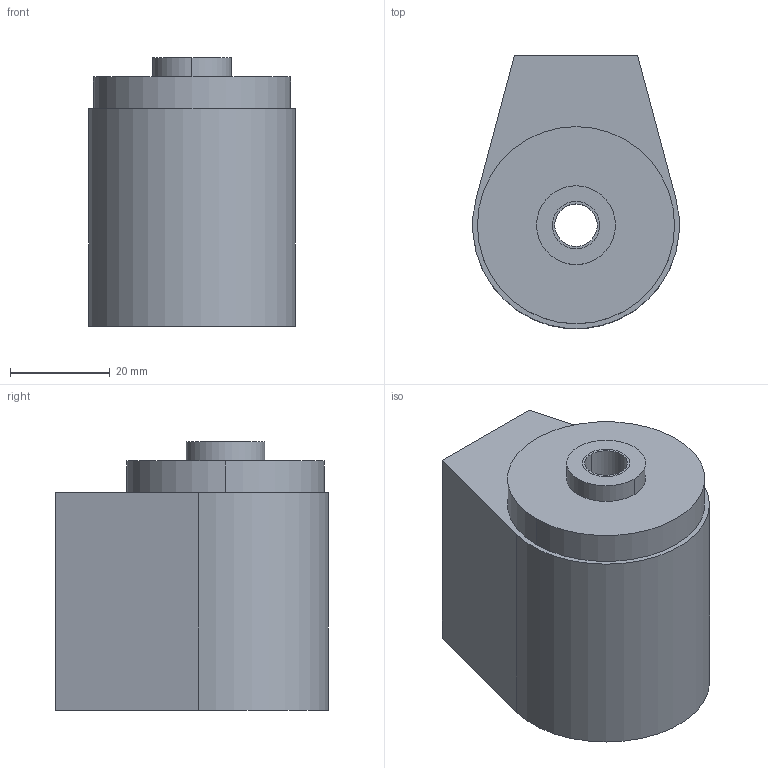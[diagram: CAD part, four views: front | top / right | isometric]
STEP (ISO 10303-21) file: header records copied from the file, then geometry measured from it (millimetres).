
FILE_DESCRIPTION((''),'2;1');
FILE_NAME('ILCM42022000','2006-06-02T',('KR'),(''),'PRO/ENGINEER BY PARAMETRIC TECHNOLOGY CORPORATION, 2004290','PRO/ENGINEER BY PARAMETRIC TECHNOLOGY CORPORATION, 2004290','');
FILE_SCHEMA(('AUTOMOTIVE_DESIGN_CC2 { 1 2 10303 214 -1 1 5 2 }'));
Length unit declared in the file: millimetre
Products named in the file (1): ILCM42022000
Bounding box: 41.4 x 54.84 x 53.98 mm (x, y, z)
Volume: 81132.4 mm3; surface area: 15346.3 mm2
Topology: 1 solids, 4 shells, 58 faces, 126 edges, 82 vertices
Faces by surface type: cylinder 35, plane 17, cone 6
Entity records: 2291 total; most frequent: DIRECTION 320, CARTESIAN_POINT 267, ORIENTED_EDGE 238, PRESENTATION_STYLE_ASSIGNMENT 142, AXIS2_PLACEMENT_3D 135, STYLED_ITEM 130, CURVE_STYLE 126, EDGE_CURVE 126
